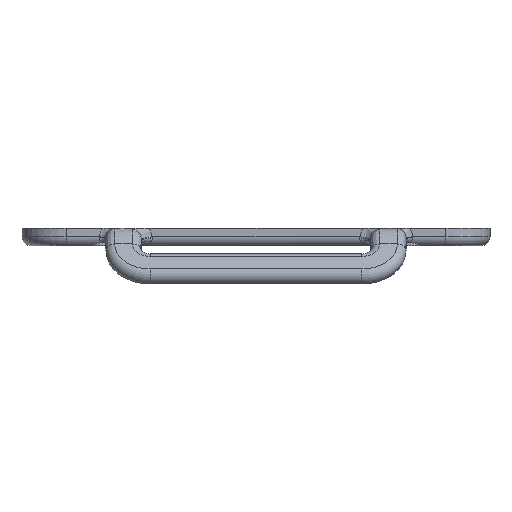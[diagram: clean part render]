
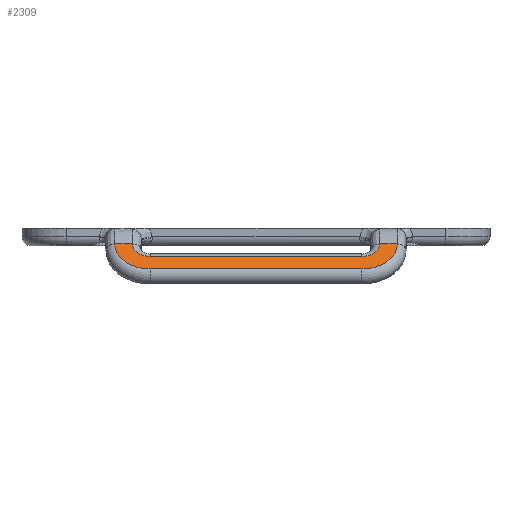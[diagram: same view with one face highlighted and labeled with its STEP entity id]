
A CAD part, front view. The second image highlights one B-rep face of the part: STEP entity #2309.
In plain terms, the highlighted planar face has unit normal (0, -0.707, 0.707).
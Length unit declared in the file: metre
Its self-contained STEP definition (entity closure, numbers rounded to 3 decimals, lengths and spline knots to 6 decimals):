
#201=LINE('',#3910,#275);
#205=LINE('',#3932,#279);
#206=LINE('',#3937,#280);
#207=LINE('',#3942,#281);
#275=VECTOR('',#2949,1.);
#279=VECTOR('',#2965,1.);
#280=VECTOR('',#2968,1.);
#281=VECTOR('',#2973,1.);
#349=CIRCLE('',#2540,0.002);
#350=CIRCLE('',#2541,0.002);
#351=CIRCLE('',#2542,0.004);
#352=CIRCLE('',#2543,0.004);
#710=ORIENTED_EDGE('',*,*,#1346,.T.);
#711=ORIENTED_EDGE('',*,*,#1347,.T.);
#712=ORIENTED_EDGE('',*,*,#1348,.T.);
#713=ORIENTED_EDGE('',*,*,#1349,.T.);
#714=ORIENTED_EDGE('',*,*,#1337,.F.);
#715=ORIENTED_EDGE('',*,*,#1350,.T.);
#716=ORIENTED_EDGE('',*,*,#1351,.T.);
#717=ORIENTED_EDGE('',*,*,#1352,.T.);
#1337=EDGE_CURVE('',#1656,#1657,#201,.F.);
#1346=EDGE_CURVE('',#1664,#1665,#205,.F.);
#1347=EDGE_CURVE('',#1665,#1666,#349,.F.);
#1348=EDGE_CURVE('',#1666,#1667,#206,.T.);
#1349=EDGE_CURVE('',#1667,#1657,#350,.F.);
#1350=EDGE_CURVE('',#1656,#1668,#351,.T.);
#1351=EDGE_CURVE('',#1668,#1669,#207,.F.);
#1352=EDGE_CURVE('',#1669,#1664,#352,.T.);
#1656=VERTEX_POINT('',#3909);
#1657=VERTEX_POINT('',#3911);
#1664=VERTEX_POINT('',#3933);
#1665=VERTEX_POINT('',#3934);
#1666=VERTEX_POINT('',#3936);
#1667=VERTEX_POINT('',#3938);
#1668=VERTEX_POINT('',#3941);
#1669=VERTEX_POINT('',#3943);
#1945=EDGE_LOOP('',(#710,#711,#712,#713,#714,#715,#716,#717));
#2117=FACE_BOUND('',#1945,.T.);
#2245=PLANE('',#2539);
#2309=ADVANCED_FACE('',(#2117),#2245,.T.);
#2539=AXIS2_PLACEMENT_3D('',#3931,#2963,#2964);
#2540=AXIS2_PLACEMENT_3D('',#3935,#2966,#2967);
#2541=AXIS2_PLACEMENT_3D('',#3939,#2969,#2970);
#2542=AXIS2_PLACEMENT_3D('',#3940,#2971,#2972);
#2543=AXIS2_PLACEMENT_3D('',#3944,#2974,#2975);
#2949=DIRECTION('',(-1.,0.,0.));
#2963=DIRECTION('',(0.,-0.707,0.707));
#2964=DIRECTION('',(0.,-0.707,-0.707));
#2965=DIRECTION('',(1.,0.,0.));
#2966=DIRECTION('',(0.,-0.707,0.707));
#2967=DIRECTION('',(0.,-0.707,-0.707));
#2968=DIRECTION('',(-1.,0.,0.));
#2969=DIRECTION('',(0.,-0.707,0.707));
#2970=DIRECTION('',(0.,-0.707,-0.707));
#2971=DIRECTION('',(0.,-0.707,0.707));
#2972=DIRECTION('',(0.,-0.707,-0.707));
#2973=DIRECTION('',(-1.,0.,0.));
#2974=DIRECTION('',(0.,-0.707,0.707));
#2975=DIRECTION('',(0.,-0.707,-0.707));
#3909=CARTESIAN_POINT('',(-0.016,-0.025207,-0.016793));
#3910=CARTESIAN_POINT('',(0.,-0.025207,-0.016793));
#3911=CARTESIAN_POINT('',(-0.014,-0.025207,-0.016793));
#3931=CARTESIAN_POINT('',(0.,-0.025207,-0.016793));
#3932=CARTESIAN_POINT('',(0.,-0.025207,-0.016793));
#3933=CARTESIAN_POINT('',(0.016,-0.025207,-0.016793));
#3934=CARTESIAN_POINT('',(0.014,-0.025207,-0.016793));
#3935=CARTESIAN_POINT('',(0.012,-0.025207,-0.016793));
#3936=CARTESIAN_POINT('',(0.012,-0.026621,-0.018207));
#3937=CARTESIAN_POINT('',(0.,-0.026621,-0.018207));
#3938=CARTESIAN_POINT('',(-0.012,-0.026621,-0.018207));
#3939=CARTESIAN_POINT('',(-0.012,-0.025207,-0.016793));
#3940=CARTESIAN_POINT('',(-0.012,-0.025207,-0.016793));
#3941=CARTESIAN_POINT('',(-0.012,-0.028036,-0.019621));
#3942=CARTESIAN_POINT('',(0.,-0.028036,-0.019621));
#3943=CARTESIAN_POINT('',(0.012,-0.028036,-0.019621));
#3944=CARTESIAN_POINT('',(0.012,-0.025207,-0.016793));
